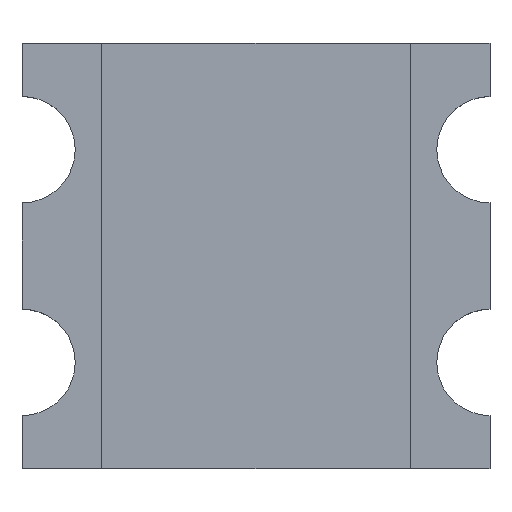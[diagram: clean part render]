
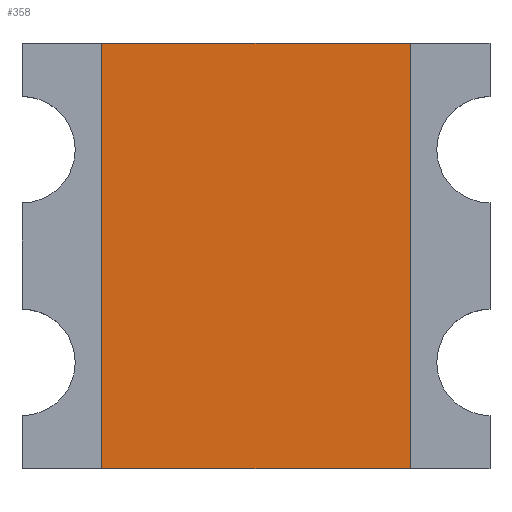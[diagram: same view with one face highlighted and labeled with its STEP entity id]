
A CAD part, top view. The second image highlights one B-rep face of the part: STEP entity #358.
In plain terms, the highlighted planar face has unit normal (0, 0, 1).
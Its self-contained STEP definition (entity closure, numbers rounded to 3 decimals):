
#36=FACE_OUTER_BOUND('',#56,.T.);
#56=EDGE_LOOP('',(#258,#259,#260,#261));
#86=LINE('',#548,#128);
#90=LINE('',#555,#132);
#92=LINE('',#558,#134);
#93=LINE('',#559,#135);
#128=VECTOR('',#438,10.);
#132=VECTOR('',#444,10.);
#134=VECTOR('',#448,10.);
#135=VECTOR('',#449,10.);
#168=VERTEX_POINT('',#545);
#169=VERTEX_POINT('',#547);
#170=VERTEX_POINT('',#552);
#171=VERTEX_POINT('',#554);
#202=EDGE_CURVE('',#169,#168,#86,.T.);
#206=EDGE_CURVE('',#171,#170,#90,.T.);
#208=EDGE_CURVE('',#168,#171,#92,.T.);
#209=EDGE_CURVE('',#170,#169,#93,.T.);
#258=ORIENTED_EDGE('',*,*,#208,.T.);
#259=ORIENTED_EDGE('',*,*,#206,.T.);
#260=ORIENTED_EDGE('',*,*,#209,.T.);
#261=ORIENTED_EDGE('',*,*,#202,.T.);
#342=PLANE('',#392);
#358=ADVANCED_FACE('',(#36),#342,.T.);
#392=AXIS2_PLACEMENT_3D('',#557,#446,#447);
#438=DIRECTION('',(0.,1.,0.));
#444=DIRECTION('',(0.,-1.,0.));
#446=DIRECTION('center_axis',(0.,0.,1.));
#447=DIRECTION('ref_axis',(1.,0.,0.));
#448=DIRECTION('',(-1.,0.,0.));
#449=DIRECTION('',(1.,0.,0.));
#545=CARTESIAN_POINT('',(0.725,1.,0.84));
#547=CARTESIAN_POINT('',(0.725,-1.,0.84));
#548=CARTESIAN_POINT('',(0.725,1.,0.84));
#552=CARTESIAN_POINT('',(-0.725,-1.,0.84));
#554=CARTESIAN_POINT('',(-0.725,1.,0.84));
#555=CARTESIAN_POINT('',(-0.725,-1.,0.84));
#557=CARTESIAN_POINT('Origin',(0.,0.,0.84));
#558=CARTESIAN_POINT('',(-0.725,1.,0.84));
#559=CARTESIAN_POINT('',(0.725,-1.,0.84));
